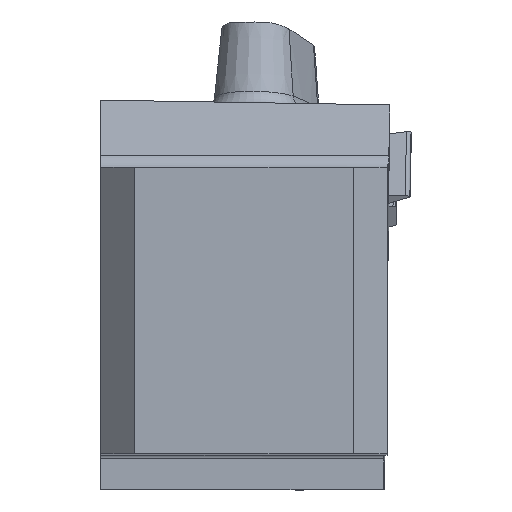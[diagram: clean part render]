
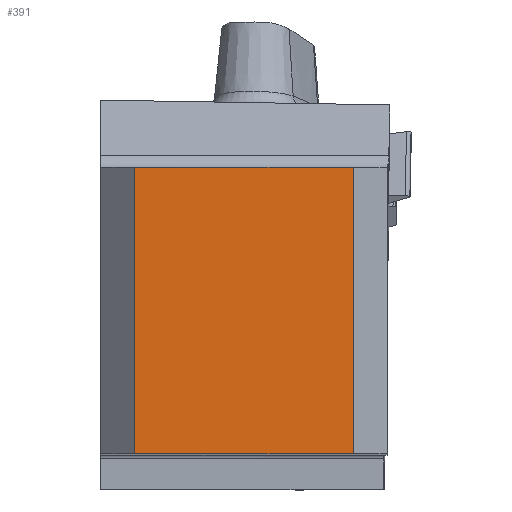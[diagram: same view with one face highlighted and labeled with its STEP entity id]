
A CAD part, top view. The second image highlights one B-rep face of the part: STEP entity #391.
In plain terms, the highlighted planar face has unit normal (0, 0, 1).
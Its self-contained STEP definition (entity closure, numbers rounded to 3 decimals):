
#289=FACE_OUTER_BOUND('',#1021,.T.);
#391=ADVANCED_FACE('CU_BACK_SU1',(#289),#494,.F.);
#494=PLANE('',#2583);
#590=LINE('',#3553,#814);
#605=LINE('',#3586,#829);
#606=LINE('',#3588,#830);
#607=LINE('',#3590,#831);
#814=VECTOR('',#2863,1.);
#829=VECTOR('',#2900,1.);
#830=VECTOR('',#2901,1.);
#831=VECTOR('',#2902,1.);
#1021=EDGE_LOOP('',(#1229,#1230,#1231,#1232));
#1229=ORIENTED_EDGE('',*,*,#1996,.F.);
#1230=ORIENTED_EDGE('',*,*,#1997,.F.);
#1231=ORIENTED_EDGE('',*,*,#1998,.T.);
#1232=ORIENTED_EDGE('',*,*,#1978,.T.);
#1766=VERTEX_POINT('',#3552);
#1767=VERTEX_POINT('',#3554);
#1774=VERTEX_POINT('',#3587);
#1775=VERTEX_POINT('',#3589);
#1978=EDGE_CURVE('',#1767,#1766,#590,.T.);
#1996=EDGE_CURVE('',#1774,#1766,#605,.T.);
#1997=EDGE_CURVE('',#1775,#1774,#606,.T.);
#1998=EDGE_CURVE('',#1775,#1767,#607,.T.);
#2583=AXIS2_PLACEMENT_3D('',#3591,#2903,#2904);
#2863=DIRECTION('',(1.,0.,0.));
#2900=DIRECTION('',(0.,-1.,0.));
#2901=DIRECTION('',(1.,0.,0.));
#2902=DIRECTION('',(0.,-1.,0.));
#2903=DIRECTION('',(0.,0.,-1.));
#2904=DIRECTION('',(1.,0.,0.));
#3552=CARTESIAN_POINT('',(22.325,0.,0.));
#3553=CARTESIAN_POINT('',(110.,0.,0.));
#3554=CARTESIAN_POINT('',(3.,0.,0.));
#3586=CARTESIAN_POINT('',(22.325,0.,0.));
#3587=CARTESIAN_POINT('',(22.325,25.325,0.));
#3588=CARTESIAN_POINT('',(110.,25.325,0.));
#3589=CARTESIAN_POINT('',(3.,25.325,0.));
#3590=CARTESIAN_POINT('',(3.,0.,0.));
#3591=CARTESIAN_POINT('',(-15.566,38.325,0.));
